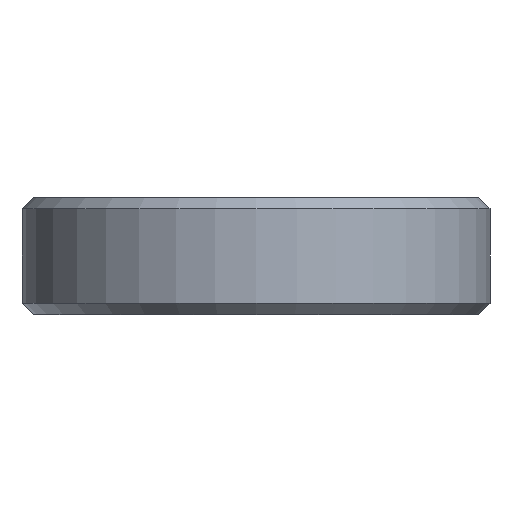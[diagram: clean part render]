
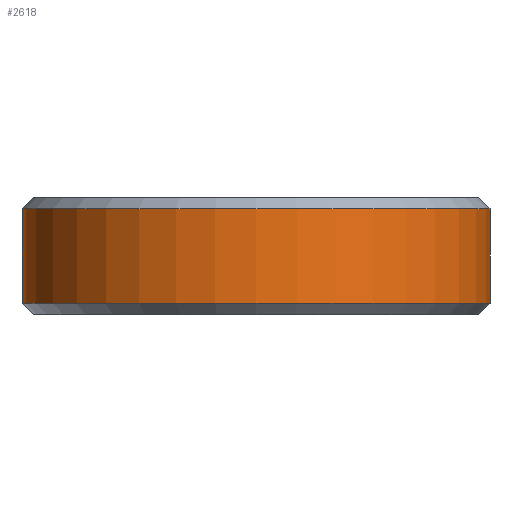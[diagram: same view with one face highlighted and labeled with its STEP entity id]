
A CAD part, left-side view. The second image highlights one B-rep face of the part: STEP entity #2618.
In plain terms, the highlighted cylindrical face has radius 6.25 mm (diameter 12.5 mm), a partial arc.
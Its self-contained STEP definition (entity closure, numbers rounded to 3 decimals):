
#144 = VERTEX_POINT('',#145);
#145 = CARTESIAN_POINT('',(0.,-6.25,0.3));
#161 = CONICAL_SURFACE('',#162,6.25,0.785);
#162 = AXIS2_PLACEMENT_3D('',#163,#164,#165);
#163 = CARTESIAN_POINT('',(0.,0.,0.3));
#164 = DIRECTION('',(0.,0.,1.));
#165 = DIRECTION('',(0.,1.,0.));
#187 = PLANE('',#188);
#188 = AXIS2_PLACEMENT_3D('',#189,#190,#191);
#189 = CARTESIAN_POINT('',(200.,-6.25,0.));
#190 = DIRECTION('',(0.,-1.,0.));
#191 = DIRECTION('',(-1.,0.,0.));
#290 = PLANE('',#291);
#291 = AXIS2_PLACEMENT_3D('',#292,#293,#294);
#292 = CARTESIAN_POINT('',(200.,6.25,0.));
#293 = DIRECTION('',(0.,-1.,0.));
#294 = DIRECTION('',(-1.,0.,0.));
#1299 = VERTEX_POINT('',#1300);
#1300 = CARTESIAN_POINT('',(0.,6.25,0.3));
#1347 = EDGE_CURVE('',#1299,#144,#1348,.T.);
#1348 = SURFACE_CURVE('',#1349,(#1354,#1361),.PCURVE_S1.);
#1349 = CIRCLE('',#1350,6.25);
#1350 = AXIS2_PLACEMENT_3D('',#1351,#1352,#1353);
#1351 = CARTESIAN_POINT('',(0.,0.,0.3));
#1352 = DIRECTION('',(0.,-0.,1.));
#1353 = DIRECTION('',(0.,1.,0.));
#1354 = PCURVE('',#161,#1355);
#1355 = DEFINITIONAL_REPRESENTATION('',(#1356),#1360);
#1356 = LINE('',#1357,#1358);
#1357 = CARTESIAN_POINT('',(0.,-0.));
#1358 = VECTOR('',#1359,1.);
#1359 = DIRECTION('',(1.,-0.));
#1360 = ( GEOMETRIC_REPRESENTATION_CONTEXT(2) 
PARAMETRIC_REPRESENTATION_CONTEXT() REPRESENTATION_CONTEXT('2D SPACE',''
  ) );
#1361 = PCURVE('',#1362,#1367);
#1362 = CYLINDRICAL_SURFACE('',#1363,6.25);
#1363 = AXIS2_PLACEMENT_3D('',#1364,#1365,#1366);
#1364 = CARTESIAN_POINT('',(0.,0.,0.));
#1365 = DIRECTION('',(-0.,-0.,-1.));
#1366 = DIRECTION('',(1.,0.,0.));
#1367 = DEFINITIONAL_REPRESENTATION('',(#1368),#1372);
#1368 = LINE('',#1369,#1370);
#1369 = CARTESIAN_POINT('',(-1.571,-0.3));
#1370 = VECTOR('',#1371,1.);
#1371 = DIRECTION('',(-1.,0.));
#1372 = ( GEOMETRIC_REPRESENTATION_CONTEXT(2) 
PARAMETRIC_REPRESENTATION_CONTEXT() REPRESENTATION_CONTEXT('2D SPACE',''
  ) );
#1381 = VERTEX_POINT('',#1382);
#1382 = CARTESIAN_POINT('',(0.,-6.25,2.825));
#1408 = EDGE_CURVE('',#144,#1381,#1409,.T.);
#1409 = SURFACE_CURVE('',#1410,(#1414,#1421),.PCURVE_S1.);
#1410 = LINE('',#1411,#1412);
#1411 = CARTESIAN_POINT('',(0.,-6.25,0.));
#1412 = VECTOR('',#1413,1.);
#1413 = DIRECTION('',(0.,0.,1.));
#1414 = PCURVE('',#187,#1415);
#1415 = DEFINITIONAL_REPRESENTATION('',(#1416),#1420);
#1416 = LINE('',#1417,#1418);
#1417 = CARTESIAN_POINT('',(200.,0.));
#1418 = VECTOR('',#1419,1.);
#1419 = DIRECTION('',(0.,-1.));
#1420 = ( GEOMETRIC_REPRESENTATION_CONTEXT(2) 
PARAMETRIC_REPRESENTATION_CONTEXT() REPRESENTATION_CONTEXT('2D SPACE',''
  ) );
#1421 = PCURVE('',#1362,#1422);
#1422 = DEFINITIONAL_REPRESENTATION('',(#1423),#1427);
#1423 = LINE('',#1424,#1425);
#1424 = CARTESIAN_POINT('',(-4.712,0.));
#1425 = VECTOR('',#1426,1.);
#1426 = DIRECTION('',(-0.,-1.));
#1427 = ( GEOMETRIC_REPRESENTATION_CONTEXT(2) 
PARAMETRIC_REPRESENTATION_CONTEXT() REPRESENTATION_CONTEXT('2D SPACE',''
  ) );
#1517 = VERTEX_POINT('',#1518);
#1518 = CARTESIAN_POINT('',(0.,6.25,2.825));
#1539 = EDGE_CURVE('',#1299,#1517,#1540,.T.);
#1540 = SURFACE_CURVE('',#1541,(#1545,#1552),.PCURVE_S1.);
#1541 = LINE('',#1542,#1543);
#1542 = CARTESIAN_POINT('',(0.,6.25,0.));
#1543 = VECTOR('',#1544,1.);
#1544 = DIRECTION('',(0.,0.,1.));
#1545 = PCURVE('',#290,#1546);
#1546 = DEFINITIONAL_REPRESENTATION('',(#1547),#1551);
#1547 = LINE('',#1548,#1549);
#1548 = CARTESIAN_POINT('',(200.,0.));
#1549 = VECTOR('',#1550,1.);
#1550 = DIRECTION('',(0.,-1.));
#1551 = ( GEOMETRIC_REPRESENTATION_CONTEXT(2) 
PARAMETRIC_REPRESENTATION_CONTEXT() REPRESENTATION_CONTEXT('2D SPACE',''
  ) );
#1552 = PCURVE('',#1362,#1553);
#1553 = DEFINITIONAL_REPRESENTATION('',(#1554),#1558);
#1554 = LINE('',#1555,#1556);
#1555 = CARTESIAN_POINT('',(-1.571,0.));
#1556 = VECTOR('',#1557,1.);
#1557 = DIRECTION('',(-0.,-1.));
#1558 = ( GEOMETRIC_REPRESENTATION_CONTEXT(2) 
PARAMETRIC_REPRESENTATION_CONTEXT() REPRESENTATION_CONTEXT('2D SPACE',''
  ) );
#2618 = ADVANCED_FACE('',(#2619),#1362,.T.);
#2619 = FACE_BOUND('',#2620,.F.);
#2620 = EDGE_LOOP('',(#2621,#2622,#2649,#2650));
#2621 = ORIENTED_EDGE('',*,*,#1539,.T.);
#2622 = ORIENTED_EDGE('',*,*,#2623,.T.);
#2623 = EDGE_CURVE('',#1517,#1381,#2624,.T.);
#2624 = SURFACE_CURVE('',#2625,(#2630,#2637),.PCURVE_S1.);
#2625 = CIRCLE('',#2626,6.25);
#2626 = AXIS2_PLACEMENT_3D('',#2627,#2628,#2629);
#2627 = CARTESIAN_POINT('',(0.,0.,2.825));
#2628 = DIRECTION('',(0.,-0.,1.));
#2629 = DIRECTION('',(0.,1.,0.));
#2630 = PCURVE('',#1362,#2631);
#2631 = DEFINITIONAL_REPRESENTATION('',(#2632),#2636);
#2632 = LINE('',#2633,#2634);
#2633 = CARTESIAN_POINT('',(-1.571,-2.825));
#2634 = VECTOR('',#2635,1.);
#2635 = DIRECTION('',(-1.,0.));
#2636 = ( GEOMETRIC_REPRESENTATION_CONTEXT(2) 
PARAMETRIC_REPRESENTATION_CONTEXT() REPRESENTATION_CONTEXT('2D SPACE',''
  ) );
#2637 = PCURVE('',#2638,#2643);
#2638 = CONICAL_SURFACE('',#2639,6.25,0.785);
#2639 = AXIS2_PLACEMENT_3D('',#2640,#2641,#2642);
#2640 = CARTESIAN_POINT('',(0.,0.,2.825));
#2641 = DIRECTION('',(-0.,-0.,-1.));
#2642 = DIRECTION('',(0.,1.,0.));
#2643 = DEFINITIONAL_REPRESENTATION('',(#2644),#2648);
#2644 = LINE('',#2645,#2646);
#2645 = CARTESIAN_POINT('',(-0.,-0.));
#2646 = VECTOR('',#2647,1.);
#2647 = DIRECTION('',(-1.,-0.));
#2648 = ( GEOMETRIC_REPRESENTATION_CONTEXT(2) 
PARAMETRIC_REPRESENTATION_CONTEXT() REPRESENTATION_CONTEXT('2D SPACE',''
  ) );
#2649 = ORIENTED_EDGE('',*,*,#1408,.F.);
#2650 = ORIENTED_EDGE('',*,*,#1347,.F.);
